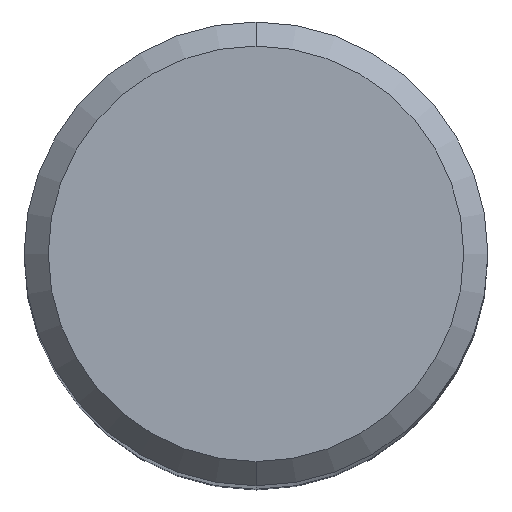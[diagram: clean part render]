
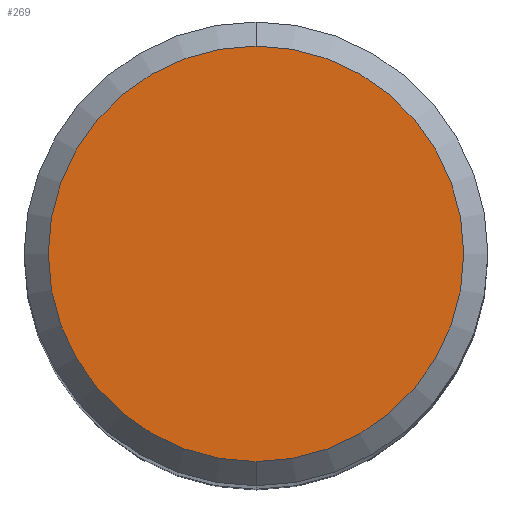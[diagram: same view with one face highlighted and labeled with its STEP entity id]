
A CAD part, top view. The second image highlights one B-rep face of the part: STEP entity #269.
In plain terms, the highlighted planar face has unit normal (0, 0, 1).
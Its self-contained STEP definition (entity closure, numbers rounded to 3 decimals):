
#141=EDGE_CURVE('',#215,#151,#372,.T.);
#151=VERTEX_POINT('',#384);
#215=VERTEX_POINT('',#455);
#253=EDGE_CURVE('',#151,#215,#496,.T.);
#269=ADVANCED_FACE('',(#516),#517,.T.);
#372=CIRCLE('',#625,4.3);
#384=CARTESIAN_POINT('',(0.,-4.3,0.));
#455=CARTESIAN_POINT('',(0.0,4.3,0.));
#496=CIRCLE('',#789,4.3);
#516=FACE_OUTER_BOUND('',#813,.T.);
#517=PLANE('',#814);
#625=AXIS2_PLACEMENT_3D('',#934,#935,#936);
#789=AXIS2_PLACEMENT_3D('',#1074,#1075,#1076);
#813=EDGE_LOOP('',(#1109,#1110));
#814=AXIS2_PLACEMENT_3D('',#1111,#1112,#1113);
#934=CARTESIAN_POINT('',(0.0,0.0,0.));
#935=DIRECTION('',(0.0,0.0,-1.0));
#936=DIRECTION('',(0.0,1.0,0.0));
#1074=CARTESIAN_POINT('',(0.0,0.0,0.));
#1075=DIRECTION('',(0.0,0.0,-1.0));
#1076=DIRECTION('',(0.0,1.0,0.0));
#1109=ORIENTED_EDGE('',*,*,#141,.F.);
#1110=ORIENTED_EDGE('',*,*,#253,.F.);
#1111=CARTESIAN_POINT('',(0.0,2.15,0.));
#1112=DIRECTION('',(-0.0,0.0,1.0));
#1113=DIRECTION('',(0.0,-1.0,0.0));
